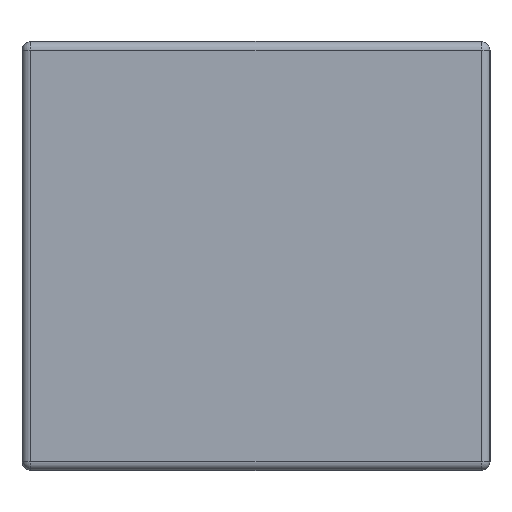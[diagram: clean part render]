
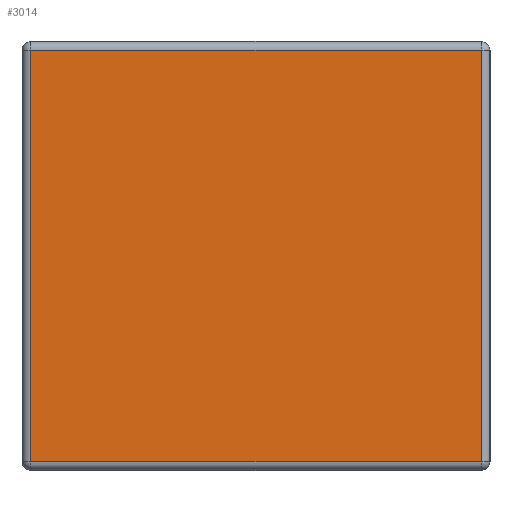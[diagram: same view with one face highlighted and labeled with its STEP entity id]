
A CAD part, left-side view. The second image highlights one B-rep face of the part: STEP entity #3014.
In plain terms, the highlighted planar face has unit normal (-1, 0, 0).
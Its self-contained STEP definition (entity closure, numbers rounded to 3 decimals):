
#176 = CARTESIAN_POINT ( 'NONE',  ( 0., 0.589, -0.55 ) ) ;
#225 = DIRECTION ( 'NONE',  ( 0., 0., -1. ) ) ;
#426 = CARTESIAN_POINT ( 'NONE',  ( 0., 0., 0. ) ) ;
#704 = VERTEX_POINT ( 'NONE', #2809 ) ;
#731 = DIRECTION ( 'NONE',  ( 0., 0., 1. ) ) ;
#945 = EDGE_CURVE ( 'NONE', #704, #1039, #2160, .T. ) ;
#997 = DIRECTION ( 'NONE',  ( 0., -1., 0. ) ) ;
#1039 = VERTEX_POINT ( 'NONE', #3836 ) ;
#1185 = LINE ( 'NONE', #1341, #1906 ) ;
#1332 = LINE ( 'NONE', #2030, #4173 ) ;
#1341 = CARTESIAN_POINT ( 'NONE',  ( 0., 0., -0.539 ) ) ;
#1493 = DIRECTION ( 'NONE',  ( 0., 0., 1. ) ) ;
#1906 = VECTOR ( 'NONE', #997, 1000. ) ;
#1919 = CARTESIAN_POINT ( 'NONE',  ( 0., 0.011, -0.539 ) ) ;
#1954 = FACE_OUTER_BOUND ( 'NONE', #3387, .T. ) ;
#1994 = EDGE_CURVE ( 'NONE', #3721, #4566, #2664, .T. ) ;
#2030 = CARTESIAN_POINT ( 'NONE',  ( 0., 0.6, -0.011 ) ) ;
#2034 = CARTESIAN_POINT ( 'NONE',  ( 0., 0.011, -0.011 ) ) ;
#2160 = LINE ( 'NONE', #176, #4106 ) ;
#2167 = AXIS2_PLACEMENT_3D ( 'NONE', #426, #3656, #1493 ) ;
#2664 = LINE ( 'NONE', #4539, #3470 ) ;
#2809 = CARTESIAN_POINT ( 'NONE',  ( 0., 0.589, -0.011 ) ) ;
#2841 = EDGE_CURVE ( 'NONE', #1039, #3721, #1185, .T. ) ;
#2986 = ORIENTED_EDGE ( 'NONE', *, *, #945, .T. ) ;
#3014 = ADVANCED_FACE ( 'NONE', ( #1954 ), #3673, .T. ) ;
#3198 = ORIENTED_EDGE ( 'NONE', *, *, #3777, .T. ) ;
#3387 = EDGE_LOOP ( 'NONE', ( #3396, #4288, #3198, #2986 ) ) ;
#3396 = ORIENTED_EDGE ( 'NONE', *, *, #2841, .T. ) ;
#3470 = VECTOR ( 'NONE', #731, 1000. ) ;
#3656 = DIRECTION ( 'NONE',  ( -1., 0., 0. ) ) ;
#3673 = PLANE ( 'NONE',  #2167 ) ;
#3721 = VERTEX_POINT ( 'NONE', #1919 ) ;
#3777 = EDGE_CURVE ( 'NONE', #4566, #704, #1332, .T. ) ;
#3836 = CARTESIAN_POINT ( 'NONE',  ( 0., 0.589, -0.539 ) ) ;
#4106 = VECTOR ( 'NONE', #225, 1000. ) ;
#4173 = VECTOR ( 'NONE', #4573, 1000. ) ;
#4288 = ORIENTED_EDGE ( 'NONE', *, *, #1994, .T. ) ;
#4539 = CARTESIAN_POINT ( 'NONE',  ( 0., 0.011, 0. ) ) ;
#4566 = VERTEX_POINT ( 'NONE', #2034 ) ;
#4573 = DIRECTION ( 'NONE',  ( 0., 1., 0. ) ) ;
